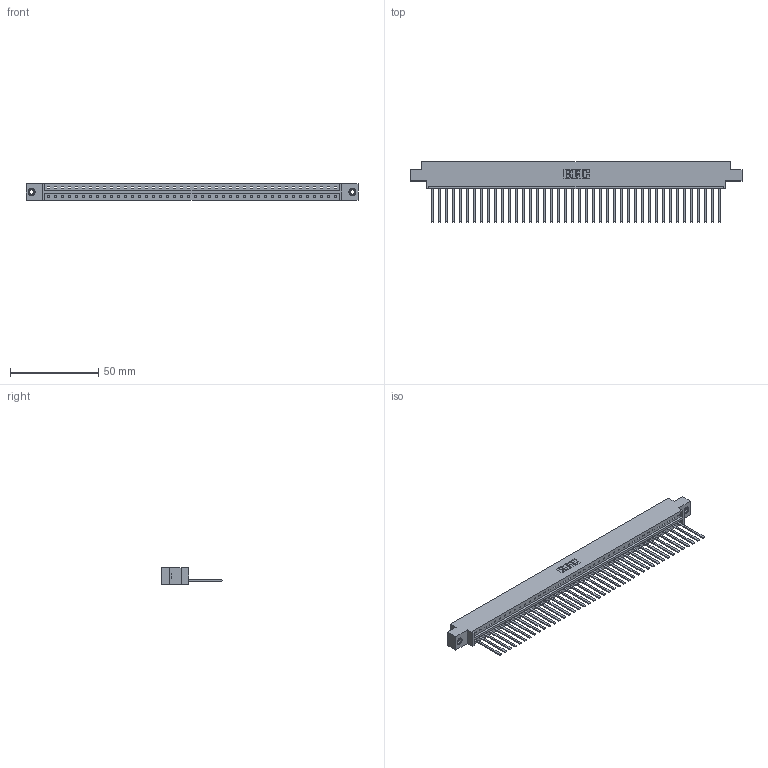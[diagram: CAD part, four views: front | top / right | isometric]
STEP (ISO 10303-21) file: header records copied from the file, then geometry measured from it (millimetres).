
FILE_DESCRIPTION (( 'STEP AP203' ), '1' );
FILE_NAME ('833-042-544-607.STEP', '2020-06-03T22:05:07', ( '' ), ( '' ), 'SwSTEP 2.0', 'SolidWorks 2020', '' );
FILE_SCHEMA (( 'CONFIG_CONTROL_DESIGN' ));
Length unit declared in the file: inch
Products named in the file (4): 833 Part_Offset - .156 Dia - TI; 345-292-001_345-293-144; 833-042-544-607; 345-250-001_345-250-005-103
Assembly tree (45 placements, depth 2):
  833-042-544-607
    833 Part_Offset - .156 Dia - TI
    345-292-001_345-293-144  x42
    345-250-001_345-250-005-103  x2
Bounding box: 187.96 x 34.3 x 9.4 mm (x, y, z)
Volume: 19159.2 mm3; surface area: 22547.1 mm2
Topology: 45 solids, 45 shells, 2362 faces, 7095 edges, 4666 vertices
Faces by surface type: plane 1702, cylinder 644, cone 12, torus 4
Entity records: 26810 total; most frequent: CARTESIAN_POINT 4607, ORIENTED_EDGE 4578, DIRECTION 3915, EDGE_CURVE 2289, VECTOR 2145, LINE 2145, VERTEX_POINT 1520, AXIS2_PLACEMENT_3D 885
